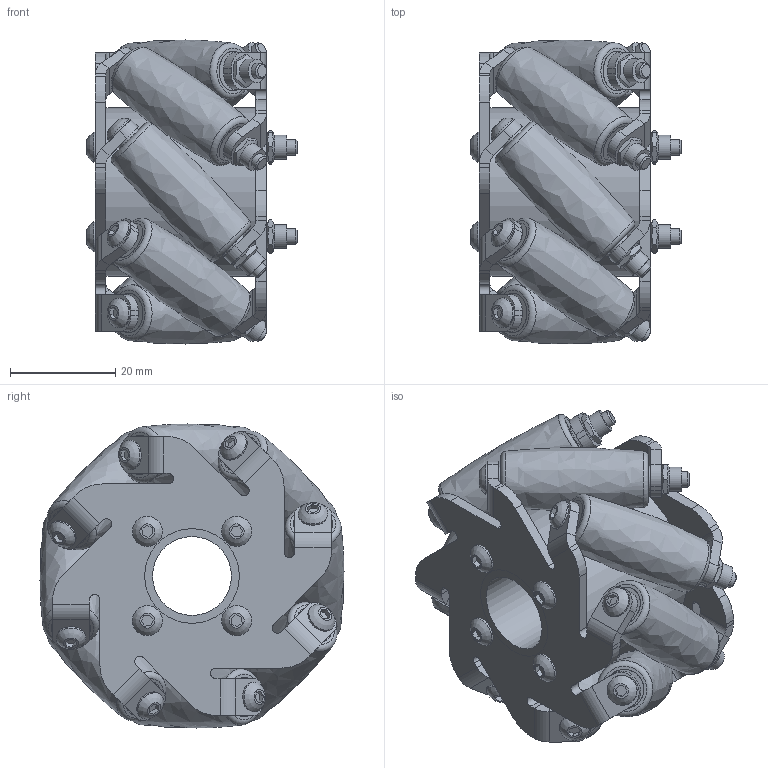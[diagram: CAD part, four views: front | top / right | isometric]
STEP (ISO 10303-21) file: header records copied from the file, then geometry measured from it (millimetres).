
FILE_DESCRIPTION(/* description */ (''),/* implementation_level */ '2;1');
FILE_NAME(/* name */ 'Mecanum.stp',/* time_stamp */ '2021-07-28T01:00:34+06:00',/* author */ ('gzb'),/* organization */ (''),/* preprocessor_version */ 'ST-DEVELOPER v18.1',/* originating_system */ 'Autodesk Inventor 2022',/* authorisation */ '');
FILE_SCHEMA (('AUTOMOTIVE_DESIGN { 1 0 10303 214 3 1 1 }'));
Length unit declared in the file: millimetre
Products named in the file (7): Mecanum; 3.Shaft; 1.Frame; 2.Roller; 4.Roller Bracket; ISO 10511 - M3; 5.Bolt
Assembly tree (51 placements, depth 2):
  Mecanum
    1.Frame  x2
    3.Shaft
    2.Roller  x8
    5.Bolt  x12
    ISO 10511 - M3  x12
    4.Roller Bracket  x16
Bounding box: 40 x 57.79 x 57.79 mm (x, y, z)
Volume: 50438.4 mm3; surface area: 36662.9 mm2
Topology: 51 solids, 51 shells, 810 faces, 1770 edges, 1120 vertices
Faces by surface type: plane 464, cylinder 250, cone 60, bspline 20, torus 16
Full cylindrical faces by diameter (mm): 2.459 x12, 3 x64, 4.56 x12, 5 x16, 5.7 x12, 7.5 x32, 15 x1, 18 x4, 32 x1
Entity records: 6466 total; most frequent: DIRECTION 1144, CARTESIAN_POINT 1095, ORIENTED_EDGE 942, EDGE_CURVE 471, AXIS2_PLACEMENT_3D 430, VERTEX_POINT 291, LINE 284, VECTOR 284
